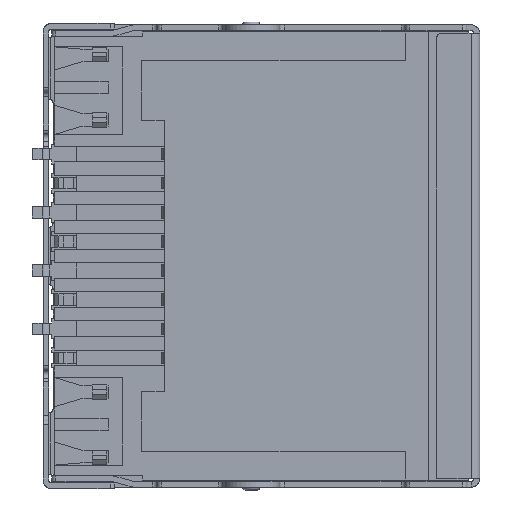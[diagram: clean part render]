
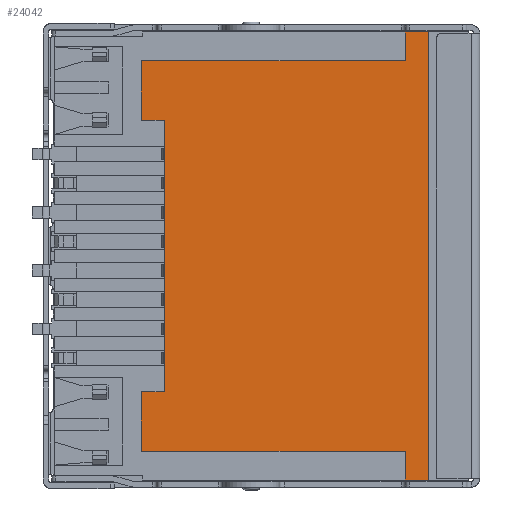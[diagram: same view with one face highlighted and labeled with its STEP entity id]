
A CAD part, front view. The second image highlights one B-rep face of the part: STEP entity #24042.
In plain terms, the highlighted planar face has unit normal (0, 1, 0).
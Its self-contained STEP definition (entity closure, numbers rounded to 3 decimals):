
#23939=DIRECTION('',(-1.,0.,0.));
#23940=VECTOR('',#23939,9.25);
#23941=CARTESIAN_POINT('',(-2.4,-10.85,6.85));
#23942=LINE('',#23941,#23940);
#23943=DIRECTION('',(0.,0.,-1.));
#23944=VECTOR('',#23943,2.1);
#23945=CARTESIAN_POINT('',(-11.65,-10.85,6.85));
#23946=LINE('',#23945,#23944);
#23947=DIRECTION('',(1.,0.,0.));
#23948=VECTOR('',#23947,0.8);
#23949=CARTESIAN_POINT('',(-11.65,-10.85,4.75));
#23950=LINE('',#23949,#23948);
#23951=DIRECTION('',(0.,0.,-1.));
#23952=VECTOR('',#23951,9.5);
#23953=CARTESIAN_POINT('',(-10.85,-10.85,4.75));
#23954=LINE('',#23953,#23952);
#23955=DIRECTION('',(-1.,0.,0.));
#23956=VECTOR('',#23955,0.8);
#23957=CARTESIAN_POINT('',(-10.85,-10.85,-4.75));
#23958=LINE('',#23957,#23956);
#23959=DIRECTION('',(0.,0.,-1.));
#23960=VECTOR('',#23959,2.1);
#23961=CARTESIAN_POINT('',(-11.65,-10.85,-4.75));
#23962=LINE('',#23961,#23960);
#23963=DIRECTION('',(1.,0.,0.));
#23964=VECTOR('',#23963,9.25);
#23965=CARTESIAN_POINT('',(-11.65,-10.85,-6.85));
#23966=LINE('',#23965,#23964);
#23967=DIRECTION('',(0.,0.,-1.));
#23968=VECTOR('',#23967,1.);
#23969=CARTESIAN_POINT('',(-2.4,-10.85,-6.85));
#23970=LINE('',#23969,#23968);
#23971=DIRECTION('',(1.,0.,0.));
#23972=VECTOR('',#23971,0.8);
#23973=CARTESIAN_POINT('',(-2.4,-10.85,-7.85));
#23974=LINE('',#23973,#23972);
#23975=DIRECTION('',(0.,0.,1.));
#23976=VECTOR('',#23975,15.7);
#23977=CARTESIAN_POINT('',(-1.6,-10.85,-7.85));
#23978=LINE('',#23977,#23976);
#23979=DIRECTION('',(-1.,0.,0.));
#23980=VECTOR('',#23979,0.8);
#23981=CARTESIAN_POINT('',(-1.6,-10.85,7.85));
#23982=LINE('',#23981,#23980);
#23983=DIRECTION('',(0.,0.,-1.));
#23984=VECTOR('',#23983,1.);
#23985=CARTESIAN_POINT('',(-2.4,-10.85,7.85));
#23986=LINE('',#23985,#23984);
#23987=CARTESIAN_POINT('',(-11.65,-10.85,6.85));
#23988=CARTESIAN_POINT('',(-2.4,-10.85,6.85));
#23989=VERTEX_POINT('',#23987);
#23990=VERTEX_POINT('',#23988);
#23991=CARTESIAN_POINT('',(-2.4,-10.85,7.85));
#23992=VERTEX_POINT('',#23991);
#23993=CARTESIAN_POINT('',(-1.6,-10.85,7.85));
#23994=VERTEX_POINT('',#23993);
#23995=CARTESIAN_POINT('',(-1.6,-10.85,-7.85));
#23996=VERTEX_POINT('',#23995);
#23997=CARTESIAN_POINT('',(-2.4,-10.85,-7.85));
#23998=VERTEX_POINT('',#23997);
#23999=CARTESIAN_POINT('',(-2.4,-10.85,-6.85));
#24000=VERTEX_POINT('',#23999);
#24001=CARTESIAN_POINT('',(-11.65,-10.85,-6.85));
#24002=VERTEX_POINT('',#24001);
#24003=CARTESIAN_POINT('',(-11.65,-10.85,-4.75));
#24004=VERTEX_POINT('',#24003);
#24005=CARTESIAN_POINT('',(-10.85,-10.85,-4.75));
#24006=VERTEX_POINT('',#24005);
#24007=CARTESIAN_POINT('',(-10.85,-10.85,4.75));
#24008=VERTEX_POINT('',#24007);
#24009=CARTESIAN_POINT('',(-11.65,-10.85,4.75));
#24010=VERTEX_POINT('',#24009);
#24011=CARTESIAN_POINT('',(-6.625,-10.85,0.));
#24012=DIRECTION('',(0.,1.,0.));
#24013=DIRECTION('',(1.,0.,0.));
#24014=AXIS2_PLACEMENT_3D('',#24011,#24012,#24013);
#24015=PLANE('',#24014);
#24017=ORIENTED_EDGE('',*,*,#24016,.T.);
#24019=ORIENTED_EDGE('',*,*,#24018,.T.);
#24021=ORIENTED_EDGE('',*,*,#24020,.T.);
#24023=ORIENTED_EDGE('',*,*,#24022,.T.);
#24025=ORIENTED_EDGE('',*,*,#24024,.T.);
#24027=ORIENTED_EDGE('',*,*,#24026,.T.);
#24029=ORIENTED_EDGE('',*,*,#24028,.T.);
#24031=ORIENTED_EDGE('',*,*,#24030,.T.);
#24033=ORIENTED_EDGE('',*,*,#24032,.T.);
#24035=ORIENTED_EDGE('',*,*,#24034,.T.);
#24037=ORIENTED_EDGE('',*,*,#24036,.T.);
#24039=ORIENTED_EDGE('',*,*,#24038,.T.);
#24040=EDGE_LOOP('',(#24017,#24019,#24021,#24023,#24025,#24027,#24029,#24031,
#24033,#24035,#24037,#24039));
#24041=FACE_OUTER_BOUND('',#24040,.F.);
#24042=ADVANCED_FACE('',(#24041),#24015,.T.);
#24016=EDGE_CURVE('',#23990,#23989,#23942,.T.);
#24018=EDGE_CURVE('',#23989,#24010,#23946,.T.);
#24020=EDGE_CURVE('',#24010,#24008,#23950,.T.);
#24022=EDGE_CURVE('',#24008,#24006,#23954,.T.);
#24024=EDGE_CURVE('',#24006,#24004,#23958,.T.);
#24026=EDGE_CURVE('',#24004,#24002,#23962,.T.);
#24028=EDGE_CURVE('',#24002,#24000,#23966,.T.);
#24030=EDGE_CURVE('',#24000,#23998,#23970,.T.);
#24032=EDGE_CURVE('',#23998,#23996,#23974,.T.);
#24034=EDGE_CURVE('',#23996,#23994,#23978,.T.);
#24036=EDGE_CURVE('',#23994,#23992,#23982,.T.);
#24038=EDGE_CURVE('',#23992,#23990,#23986,.T.);
